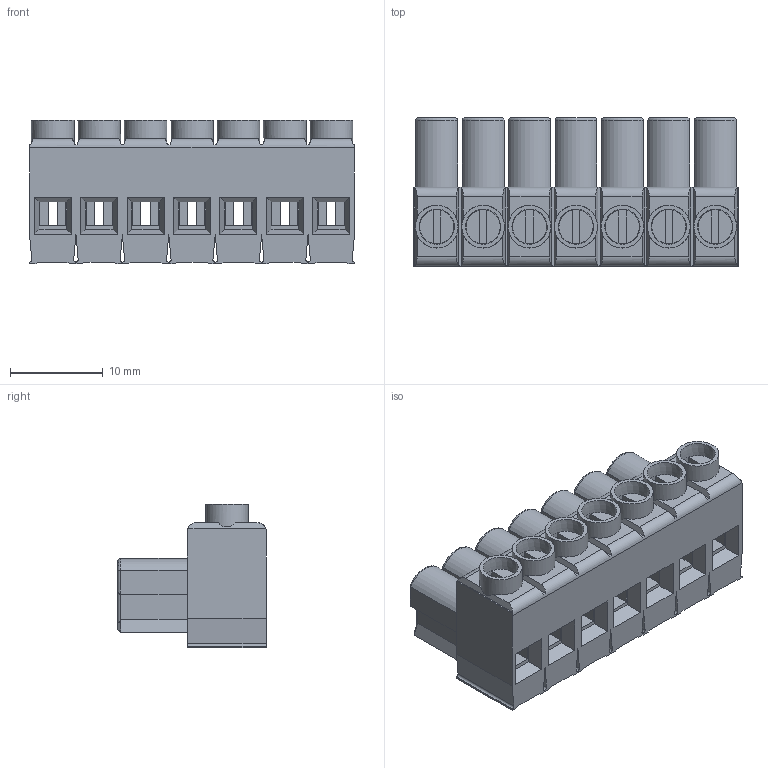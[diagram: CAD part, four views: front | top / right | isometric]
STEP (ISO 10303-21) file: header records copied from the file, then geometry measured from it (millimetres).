
FILE_DESCRIPTION(/* description */ ('Unknown'),/* implementation_level */ '2;1');
FILE_NAME(/* name */ '691385700007',/* time_stamp */ '2016-06-14T16:21:47+02:00',/* author */ ('Unknown'),/* organization */ ('Unknown'),/* preprocessor_version */ 'ST-DEVELOPER v16.7',/* originating_system */ 'DEX',/* authorisation */ $);
FILE_SCHEMA (('AUTOMOTIVE_DESIGN {1 0 10303 214 3 1 1}'));
Length unit declared in the file: millimetre
Products named in the file (1): 691385700007
Bounding box: 35 x 16 x 15.5 mm (x, y, z)
Volume: 4526.6 mm3; surface area: 5115.6 mm2
Topology: 1 solids, 1 shells, 529 faces, 1448 edges, 928 vertices
Faces by surface type: plane 372, cylinder 143, cone 7, torus 7
Full cylindrical faces by diameter (mm): 4.6 x7
Entity records: 20668 total; most frequent: CARTESIAN_POINT 3368, ORIENTED_EDGE 2840, DIRECTION 2829, EDGE_CURVE 1420, LINE 1043, VECTOR 1043, VERTEX_POINT 914, AXIS2_PLACEMENT_3D 893
